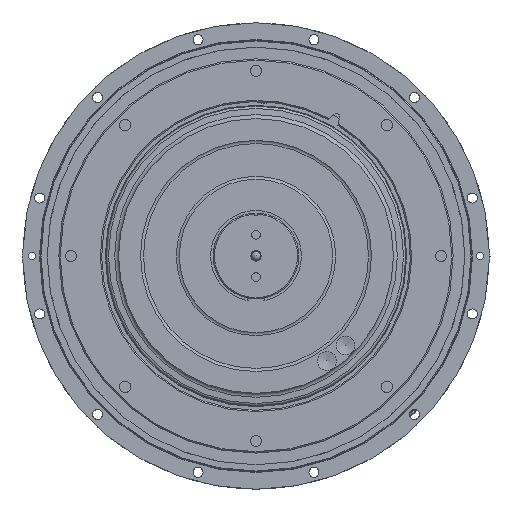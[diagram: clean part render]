
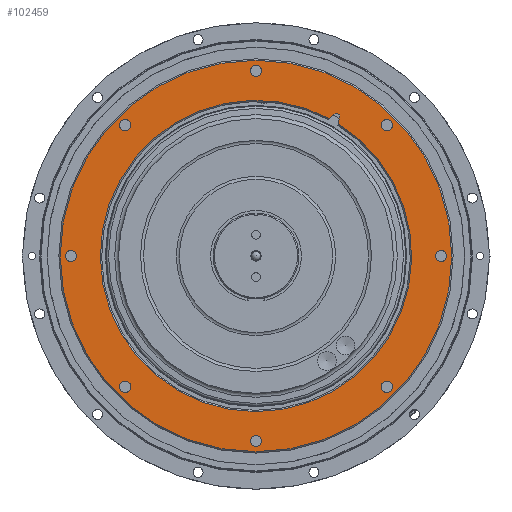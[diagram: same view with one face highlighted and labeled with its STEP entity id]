
A CAD part, top view. The second image highlights one B-rep face of the part: STEP entity #102459.
In plain terms, the highlighted planar face has unit normal (0, 0, 1).
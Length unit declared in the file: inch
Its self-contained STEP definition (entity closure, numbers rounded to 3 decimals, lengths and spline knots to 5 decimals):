
#884 = EDGE_CURVE ( 'NONE', #82992, #29068, #112908, .T. ) ;
#2155 = AXIS2_PLACEMENT_3D ( 'NONE', #26198, #100682, #93299 ) ;
#2451 = EDGE_LOOP ( 'NONE', ( #88780 ) ) ;
#3261 = EDGE_CURVE ( 'NONE', #98796, #98796, #62590, .T. ) ;
#4984 = EDGE_LOOP ( 'NONE', ( #12224 ) ) ;
#5837 = DIRECTION ( 'NONE',  ( 0., 0., -1. ) ) ;
#5928 = CIRCLE ( 'NONE', #97578, 0.26562 ) ;
#6030 = DIRECTION ( 'NONE',  ( -1., 0., 0. ) ) ;
#10711 = ORIENTED_EDGE ( 'NONE', *, *, #93693, .T. ) ;
#11611 = ORIENTED_EDGE ( 'NONE', *, *, #61999, .T. ) ;
#12224 = ORIENTED_EDGE ( 'NONE', *, *, #3261, .T. ) ;
#12561 = CARTESIAN_POINT ( 'NONE',  ( -0.26562, 8.625, 5.9378 ) ) ;
#12632 = DIRECTION ( 'NONE',  ( -1., 0., 0. ) ) ;
#12796 = CIRCLE ( 'NONE', #63320, 0.26563 ) ;
#14139 = VERTEX_POINT ( 'NONE', #50583 ) ;
#14215 = DIRECTION ( 'NONE',  ( 0., 0., -1. ) ) ;
#14842 = CARTESIAN_POINT ( 'NONE',  ( 0., 0., 5.9378 ) ) ;
#15196 = FACE_BOUND ( 'NONE', #4984, .T. ) ;
#15245 = CARTESIAN_POINT ( 'NONE',  ( 5.83317, -6.0988, 5.9378 ) ) ;
#15260 = EDGE_CURVE ( 'NONE', #101810, #101810, #5928, .T. ) ;
#15803 = FACE_BOUND ( 'NONE', #55099, .T. ) ;
#16705 = DIRECTION ( 'NONE',  ( -1., 0., 0. ) ) ;
#18315 = DIRECTION ( 'NONE',  ( 0., 0., -1. ) ) ;
#18561 = DIRECTION ( 'NONE',  ( -1., 0., 0. ) ) ;
#19499 = DIRECTION ( 'NONE',  ( -1., 0., 0. ) ) ;
#19866 = EDGE_CURVE ( 'NONE', #61168, #82992, #78190, .T. ) ;
#22479 = DIRECTION ( 'NONE',  ( -1., 0., 0. ) ) ;
#22701 = DIRECTION ( 'NONE',  ( -1., 0., 0. ) ) ;
#23414 = CARTESIAN_POINT ( 'NONE',  ( 0., 0., 5.9378 ) ) ;
#24066 = AXIS2_PLACEMENT_3D ( 'NONE', #36999, #118818, #101147 ) ;
#24952 = EDGE_CURVE ( 'NONE', #101191, #101191, #12796, .T. ) ;
#26198 = CARTESIAN_POINT ( 'NONE',  ( -6.0988, -6.0988, 5.9378 ) ) ;
#26501 = ORIENTED_EDGE ( 'NONE', *, *, #113143, .T. ) ;
#26575 = VERTEX_POINT ( 'NONE', #119322 ) ;
#26576 = EDGE_CURVE ( 'NONE', #14139, #61168, #64559, .T. ) ;
#28218 = CARTESIAN_POINT ( 'NONE',  ( 6.0988, -6.0988, 5.9378 ) ) ;
#29002 = EDGE_LOOP ( 'NONE', ( #26501 ) ) ;
#29068 = VERTEX_POINT ( 'NONE', #77063 ) ;
#29082 = EDGE_LOOP ( 'NONE', ( #11611 ) ) ;
#31298 = CIRCLE ( 'NONE', #46900, 0.26563 ) ;
#31566 = DIRECTION ( 'NONE',  ( 0., 0., -1. ) ) ;
#31603 = AXIS2_PLACEMENT_3D ( 'NONE', #23414, #108293, #31947 ) ;
#31723 = EDGE_LOOP ( 'NONE', ( #45863 ) ) ;
#31947 = DIRECTION ( 'NONE',  ( -1., 0., 0. ) ) ;
#31961 = VERTEX_POINT ( 'NONE', #12561 ) ;
#32040 = DIRECTION ( 'NONE',  ( -1., 0., 0. ) ) ;
#32082 = EDGE_CURVE ( 'NONE', #109766, #109766, #31298, .T. ) ;
#32233 = CARTESIAN_POINT ( 'NONE',  ( 0., -8.625, 5.9378 ) ) ;
#33252 = AXIS2_PLACEMENT_3D ( 'NONE', #28218, #36182, #18561 ) ;
#34236 = DIRECTION ( 'NONE',  ( 0., 0., -1. ) ) ;
#36182 = DIRECTION ( 'NONE',  ( 0., 0., -1. ) ) ;
#36999 = CARTESIAN_POINT ( 'NONE',  ( 0., 7.19375, 5.9378 ) ) ;
#39449 = CIRCLE ( 'NONE', #101885, 0.26563 ) ;
#41956 = FACE_BOUND ( 'NONE', #61182, .T. ) ;
#42562 = FACE_BOUND ( 'NONE', #29002, .T. ) ;
#42970 = AXIS2_PLACEMENT_3D ( 'NONE', #14842, #34236, #52542 ) ;
#42973 = CIRCLE ( 'NONE', #2155, 0.26563 ) ;
#43285 = CIRCLE ( 'NONE', #31603, 9.12375 ) ;
#43748 = AXIS2_PLACEMENT_3D ( 'NONE', #51930, #14215, #22701 ) ;
#45863 = ORIENTED_EDGE ( 'NONE', *, *, #15260, .T. ) ;
#46900 = AXIS2_PLACEMENT_3D ( 'NONE', #103071, #18315, #19499 ) ;
#50552 = CARTESIAN_POINT ( 'NONE',  ( 0., 0., 5.9378 ) ) ;
#50583 = CARTESIAN_POINT ( 'NONE',  ( 3.89874, 6.57209, 5.9378 ) ) ;
#51930 = CARTESIAN_POINT ( 'NONE',  ( -8.625, 0., 5.9378 ) ) ;
#52159 = CARTESIAN_POINT ( 'NONE',  ( 0., 8.625, 5.9378 ) ) ;
#52542 = DIRECTION ( 'NONE',  ( -1., 0., 0. ) ) ;
#52829 = CARTESIAN_POINT ( 'NONE',  ( -8.89062, 0., 5.9378 ) ) ;
#52859 = AXIS2_PLACEMENT_3D ( 'NONE', #53237, #80139, #16705 ) ;
#53237 = CARTESIAN_POINT ( 'NONE',  ( 1.02131, 6.85456, 5.9378 ) ) ;
#53322 = ORIENTED_EDGE ( 'NONE', *, *, #19866, .T. ) ;
#55099 = EDGE_LOOP ( 'NONE', ( #53322, #85153, #67210, #116558 ) ) ;
#58762 = ORIENTED_EDGE ( 'NONE', *, *, #32082, .T. ) ;
#59313 = AXIS2_PLACEMENT_3D ( 'NONE', #117455, #80257, #12632 ) ;
#59711 = PLANE ( 'NONE',  #24066 ) ;
#59770 = CIRCLE ( 'NONE', #63687, 7.6415 ) ;
#61168 = VERTEX_POINT ( 'NONE', #78152 ) ;
#61182 = EDGE_LOOP ( 'NONE', ( #84094 ) ) ;
#61999 = EDGE_CURVE ( 'NONE', #118126, #118126, #92570, .T. ) ;
#62590 = CIRCLE ( 'NONE', #33252, 0.26562 ) ;
#63320 = AXIS2_PLACEMENT_3D ( 'NONE', #32233, #89568, #6030 ) ;
#63687 = AXIS2_PLACEMENT_3D ( 'NONE', #50552, #69527, #87807 ) ;
#64559 = CIRCLE ( 'NONE', #52859, 2.89126 ) ;
#67210 = ORIENTED_EDGE ( 'NONE', *, *, #88568, .T. ) ;
#69527 = DIRECTION ( 'NONE',  ( 0., 0., -1. ) ) ;
#71113 = DIRECTION ( 'NONE',  ( -1., 0., 0. ) ) ;
#71938 = CARTESIAN_POINT ( 'NONE',  ( 5.83317, 6.0988, 5.9378 ) ) ;
#72008 = AXIS2_PLACEMENT_3D ( 'NONE', #78662, #31566, #22479 ) ;
#72180 = EDGE_CURVE ( 'NONE', #26575, #26575, #111931, .T. ) ;
#73161 = CARTESIAN_POINT ( 'NONE',  ( 8.35937, 0., 5.9378 ) ) ;
#73747 = CARTESIAN_POINT ( 'NONE',  ( -0.26563, -8.625, 5.9378 ) ) ;
#74277 = CARTESIAN_POINT ( 'NONE',  ( 3.42362, 6.39781, 5.9378 ) ) ;
#77063 = CARTESIAN_POINT ( 'NONE',  ( 3.74223, 6.66245, 5.9378 ) ) ;
#78152 = CARTESIAN_POINT ( 'NONE',  ( 3.82885, 6.16385, 5.9378 ) ) ;
#78190 = CIRCLE ( 'NONE', #42970, 7.25625 ) ;
#78440 = CARTESIAN_POINT ( 'NONE',  ( -6.36442, -6.0988, 5.9378 ) ) ;
#78662 = CARTESIAN_POINT ( 'NONE',  ( 5.42557, 4.31176, 5.9378 ) ) ;
#80139 = DIRECTION ( 'NONE',  ( 0., 0., -1. ) ) ;
#80257 = DIRECTION ( 'NONE',  ( 0., 0., -1. ) ) ;
#80596 = EDGE_LOOP ( 'NONE', ( #58762 ) ) ;
#81708 = EDGE_LOOP ( 'NONE', ( #88761 ) ) ;
#82992 = VERTEX_POINT ( 'NONE', #74277 ) ;
#84094 = ORIENTED_EDGE ( 'NONE', *, *, #24952, .T. ) ;
#85153 = ORIENTED_EDGE ( 'NONE', *, *, #884, .T. ) ;
#87807 = DIRECTION ( 'NONE',  ( -1., 0., 0. ) ) ;
#88568 = EDGE_CURVE ( 'NONE', #29068, #14139, #59770, .T. ) ;
#88761 = ORIENTED_EDGE ( 'NONE', *, *, #72180, .T. ) ;
#88780 = ORIENTED_EDGE ( 'NONE', *, *, #115023, .T. ) ;
#89568 = DIRECTION ( 'NONE',  ( 0., 0., -1. ) ) ;
#90567 = CARTESIAN_POINT ( 'NONE',  ( 6.0988, 6.0988, 5.9378 ) ) ;
#92570 = CIRCLE ( 'NONE', #43748, 0.26562 ) ;
#93299 = DIRECTION ( 'NONE',  ( -1., 0., 0. ) ) ;
#93693 = EDGE_CURVE ( 'NONE', #113180, #113180, #43285, .T. ) ;
#94869 = CARTESIAN_POINT ( 'NONE',  ( -9.12375, 0., 5.9378 ) ) ;
#97578 = AXIS2_PLACEMENT_3D ( 'NONE', #90567, #5837, #71113 ) ;
#98796 = VERTEX_POINT ( 'NONE', #15245 ) ;
#100682 = DIRECTION ( 'NONE',  ( 0., 0., -1. ) ) ;
#101147 = DIRECTION ( 'NONE',  ( -1., 0., 0. ) ) ;
#101191 = VERTEX_POINT ( 'NONE', #73747 ) ;
#101810 = VERTEX_POINT ( 'NONE', #71938 ) ;
#101885 = AXIS2_PLACEMENT_3D ( 'NONE', #52159, #117465, #32040 ) ;
#102459 = ADVANCED_FACE ( 'NONE', ( #15803, #107950, #115824, #108544, #15196, #41956, #42562, #117033, #107322, #109138 ), #59711, .F. ) ;
#103071 = CARTESIAN_POINT ( 'NONE',  ( 8.625, 0., 5.9378 ) ) ;
#105836 = EDGE_LOOP ( 'NONE', ( #10711 ) ) ;
#107322 = FACE_BOUND ( 'NONE', #81708, .T. ) ;
#107950 = FACE_OUTER_BOUND ( 'NONE', #105836, .T. ) ;
#108293 = DIRECTION ( 'NONE',  ( 0., 0., 1. ) ) ;
#108544 = FACE_BOUND ( 'NONE', #80596, .T. ) ;
#109138 = FACE_BOUND ( 'NONE', #2451, .T. ) ;
#109766 = VERTEX_POINT ( 'NONE', #73161 ) ;
#111931 = CIRCLE ( 'NONE', #59313, 0.26562 ) ;
#112908 = CIRCLE ( 'NONE', #72008, 2.89126 ) ;
#113143 = EDGE_CURVE ( 'NONE', #115596, #115596, #42973, .T. ) ;
#113180 = VERTEX_POINT ( 'NONE', #94869 ) ;
#115023 = EDGE_CURVE ( 'NONE', #31961, #31961, #39449, .T. ) ;
#115596 = VERTEX_POINT ( 'NONE', #78440 ) ;
#115824 = FACE_BOUND ( 'NONE', #31723, .T. ) ;
#116558 = ORIENTED_EDGE ( 'NONE', *, *, #26576, .T. ) ;
#117033 = FACE_BOUND ( 'NONE', #29082, .T. ) ;
#117455 = CARTESIAN_POINT ( 'NONE',  ( -6.0988, 6.0988, 5.9378 ) ) ;
#117465 = DIRECTION ( 'NONE',  ( 0., 0., -1. ) ) ;
#118126 = VERTEX_POINT ( 'NONE', #52829 ) ;
#118818 = DIRECTION ( 'NONE',  ( 0., 0., -1. ) ) ;
#119322 = CARTESIAN_POINT ( 'NONE',  ( -6.36442, 6.0988, 5.9378 ) ) ;
